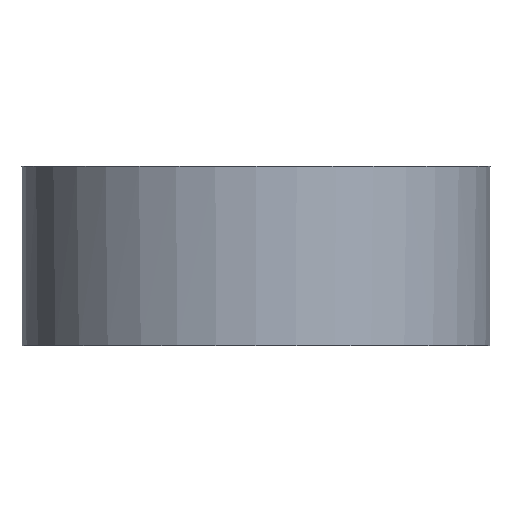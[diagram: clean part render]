
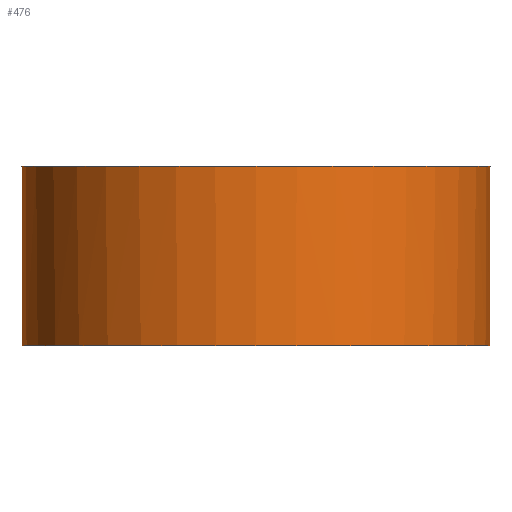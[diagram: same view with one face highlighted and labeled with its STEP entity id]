
A CAD part, left-side view. The second image highlights one B-rep face of the part: STEP entity #476.
In plain terms, the highlighted cylindrical face has radius 117.5 mm (diameter 235 mm), a full revolution.
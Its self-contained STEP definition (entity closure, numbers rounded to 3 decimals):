
#187 = EDGE_CURVE('',#188,#190,#192,.T.);
#188 = VERTEX_POINT('',#189);
#189 = CARTESIAN_POINT('',(114.607,25.913,0.));
#190 = VERTEX_POINT('',#191);
#191 = CARTESIAN_POINT('',(114.607,-25.913,0.));
#192 = CIRCLE('',#193,117.5);
#193 = AXIS2_PLACEMENT_3D('',#194,#195,#196);
#194 = CARTESIAN_POINT('',(0.,0.,0.));
#195 = DIRECTION('',(0.,0.,1.));
#196 = DIRECTION('',(1.,0.,0.));
#341 = VERTEX_POINT('',#342);
#342 = CARTESIAN_POINT('',(114.607,25.913,25.));
#349 = EDGE_CURVE('',#341,#188,#350,.T.);
#350 = LINE('',#351,#352);
#351 = CARTESIAN_POINT('',(114.607,25.913,25.));
#352 = VECTOR('',#353,1.);
#353 = DIRECTION('',(-0.,-0.,-1.));
#404 = EDGE_CURVE('',#405,#341,#407,.T.);
#405 = VERTEX_POINT('',#406);
#406 = CARTESIAN_POINT('',(116.539,15.,25.));
#407 = CIRCLE('',#408,117.5);
#408 = AXIS2_PLACEMENT_3D('',#409,#410,#411);
#409 = CARTESIAN_POINT('',(0.,0.,25.));
#410 = DIRECTION('',(0.,-0.,1.));
#411 = DIRECTION('',(0.,1.,0.));
#413 = EDGE_CURVE('',#405,#414,#416,.T.);
#414 = VERTEX_POINT('',#415);
#415 = CARTESIAN_POINT('',(117.5,0.,25.));
#416 = CIRCLE('',#417,117.5);
#417 = AXIS2_PLACEMENT_3D('',#418,#419,#420);
#418 = CARTESIAN_POINT('',(0.,0.,25.));
#419 = DIRECTION('',(0.,0.,-1.));
#420 = DIRECTION('',(1.,0.,0.));
#422 = EDGE_CURVE('',#414,#423,#425,.T.);
#423 = VERTEX_POINT('',#424);
#424 = CARTESIAN_POINT('',(116.539,-15.,25.));
#425 = CIRCLE('',#426,117.5);
#426 = AXIS2_PLACEMENT_3D('',#427,#428,#429);
#427 = CARTESIAN_POINT('',(0.,0.,25.));
#428 = DIRECTION('',(0.,0.,-1.));
#429 = DIRECTION('',(1.,0.,0.));
#431 = EDGE_CURVE('',#423,#432,#434,.T.);
#432 = VERTEX_POINT('',#433);
#433 = CARTESIAN_POINT('',(114.607,-25.913,25.));
#434 = CIRCLE('',#435,117.5);
#435 = AXIS2_PLACEMENT_3D('',#436,#437,#438);
#436 = CARTESIAN_POINT('',(0.,0.,25.));
#437 = DIRECTION('',(0.,0.,-1.));
#438 = DIRECTION('',(0.,1.,0.));
#476 = ADVANCED_FACE('',(#477),#507,.T.);
#477 = FACE_BOUND('',#478,.F.);
#478 = EDGE_LOOP('',(#479,#480,#481,#482,#483,#491,#498,#499,#500,#501)
  );
#479 = ORIENTED_EDGE('',*,*,#187,.F.);
#480 = ORIENTED_EDGE('',*,*,#349,.F.);
#481 = ORIENTED_EDGE('',*,*,#404,.F.);
#482 = ORIENTED_EDGE('',*,*,#413,.T.);
#483 = ORIENTED_EDGE('',*,*,#484,.T.);
#484 = EDGE_CURVE('',#414,#485,#487,.T.);
#485 = VERTEX_POINT('',#486);
#486 = CARTESIAN_POINT('',(117.5,0.,90.));
#487 = LINE('',#488,#489);
#488 = CARTESIAN_POINT('',(117.5,0.,0.));
#489 = VECTOR('',#490,1.);
#490 = DIRECTION('',(0.,0.,1.));
#491 = ORIENTED_EDGE('',*,*,#492,.T.);
#492 = EDGE_CURVE('',#485,#485,#493,.T.);
#493 = CIRCLE('',#494,117.5);
#494 = AXIS2_PLACEMENT_3D('',#495,#496,#497);
#495 = CARTESIAN_POINT('',(0.,0.,90.));
#496 = DIRECTION('',(0.,0.,1.));
#497 = DIRECTION('',(1.,0.,0.));
#498 = ORIENTED_EDGE('',*,*,#484,.F.);
#499 = ORIENTED_EDGE('',*,*,#422,.T.);
#500 = ORIENTED_EDGE('',*,*,#431,.T.);
#501 = ORIENTED_EDGE('',*,*,#502,.T.);
#502 = EDGE_CURVE('',#432,#190,#503,.T.);
#503 = LINE('',#504,#505);
#504 = CARTESIAN_POINT('',(114.607,-25.913,25.));
#505 = VECTOR('',#506,1.);
#506 = DIRECTION('',(-0.,-0.,-1.));
#507 = CYLINDRICAL_SURFACE('',#508,117.5);
#508 = AXIS2_PLACEMENT_3D('',#509,#510,#511);
#509 = CARTESIAN_POINT('',(0.,0.,0.));
#510 = DIRECTION('',(-0.,-0.,-1.));
#511 = DIRECTION('',(1.,0.,0.));
